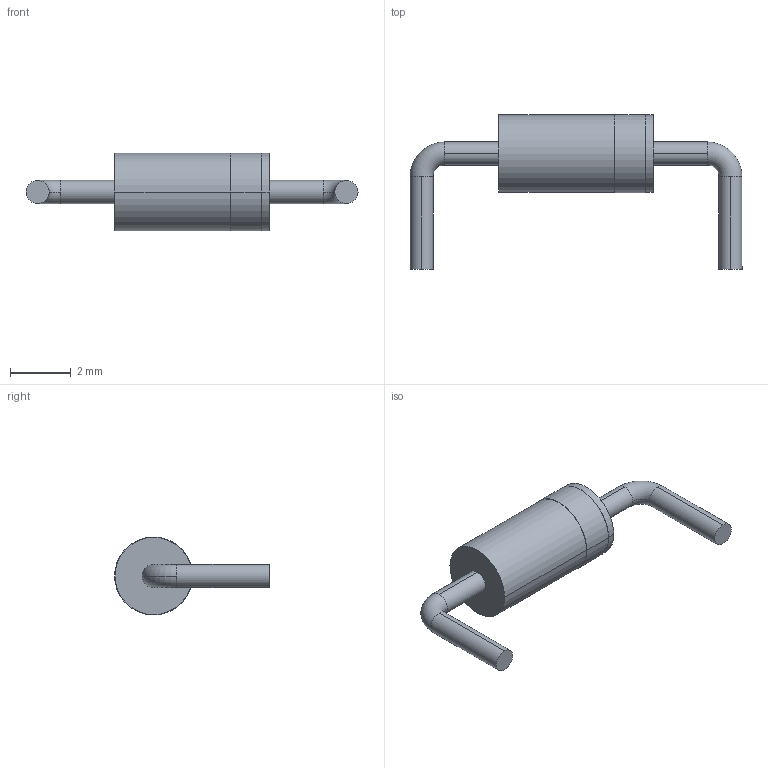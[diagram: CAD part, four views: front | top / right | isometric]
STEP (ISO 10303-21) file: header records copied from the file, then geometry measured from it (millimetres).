
FILE_DESCRIPTION (( 'STEP AP214' ), '1' );
FILE_NAME ('266A6284-11DC-4DE7-AB37-FA7132CD2B01.STEP', '2008-07-05T18:24:41', ( 'sysAdmin' ), ( 'SolidWorks' ), 'SwSTEP 2.0', 'SolidWorks 2008', '' );
FILE_SCHEMA (( 'AUTOMOTIVE_DESIGN' ));
Length unit declared in the file: inch
Products named in the file (1): 266A6284-11DC-4DE7-AB37-FA7132CD2B01
Bounding box: 10.92 x 5.09 x 2.57 mm (x, y, z)
Volume: 31.3 mm3; surface area: 79.8 mm2
Topology: 1 solids, 1 shells, 24 faces, 54 edges, 36 vertices
Faces by surface type: cylinder 14, plane 6, torus 4
Entity records: 803 total; most frequent: DIRECTION 144, CARTESIAN_POINT 115, ORIENTED_EDGE 108, AXIS2_PLACEMENT_3D 65, EDGE_CURVE 54, CIRCLE 40, VERTEX_POINT 36, EDGE_LOOP 28
